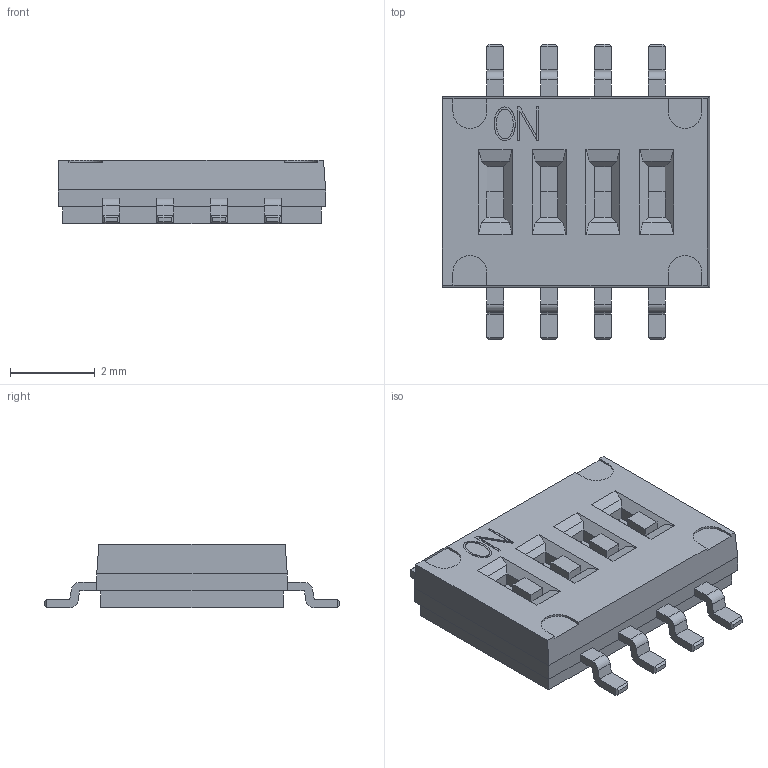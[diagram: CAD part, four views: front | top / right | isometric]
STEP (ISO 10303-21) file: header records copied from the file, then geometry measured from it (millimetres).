
FILE_DESCRIPTION (( 'STEP AP214' ), '1' );
FILE_NAME ('User Library-Diptronics_DHN4.STEP', '2018-02-15T00:40:08', ( '' ), ( '' ), 'SwSTEP 2.0', 'SolidWorks 2018', '' );
FILE_SCHEMA (( 'AUTOMOTIVE_DESIGN' ));
Length unit declared in the file: millimetre
Products named in the file (5): User Library-Diptronics_DHN4_DSleg_1; User Library-Diptronics_DHN4_DSboady_1; User Library-Diptronics_DHN4_DSbutn_1; User Library-Diptronics_DHN4; User Library-Diptronics_DHN4_DSleg_MIR1_1
Assembly tree (13 placements, depth 2):
  User Library-Diptronics_DHN4
    User Library-Diptronics_DHN4_DSboady_1
    User Library-Diptronics_DHN4_DSleg_1  x4
    User Library-Diptronics_DHN4_DSleg_MIR1_1  x4
    User Library-Diptronics_DHN4_DSbutn_1  x4
Bounding box: 6.31 x 6.98 x 1.5 mm (x, y, z)
Volume: 41.5 mm3; surface area: 115.2 mm2
Topology: 13 solids, 13 shells, 274 faces, 654 edges, 418 vertices
Faces by surface type: plane 246, cylinder 24, bspline 4
Entity records: 6664 total; most frequent: CARTESIAN_POINT 920, ORIENTED_EDGE 780, DIRECTION 746, EDGE_CURVE 390, VECTOR 354, LINE 354, VERTEX_POINT 250, AXIS2_PLACEMENT_3D 196
